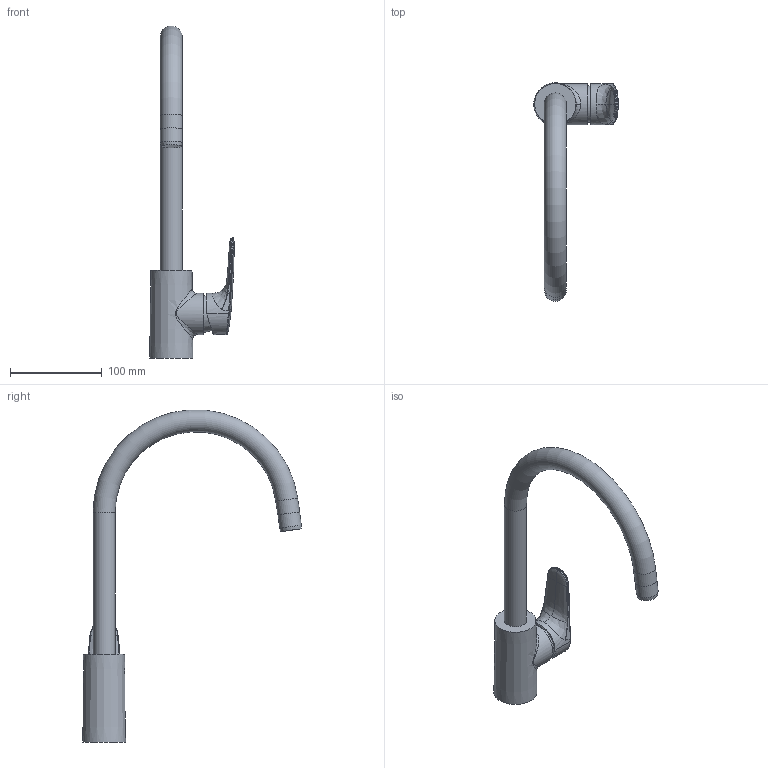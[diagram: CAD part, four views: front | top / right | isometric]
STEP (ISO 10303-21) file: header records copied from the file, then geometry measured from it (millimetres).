
FILE_DESCRIPTION(/* description */ (''),/* implementation_level */ '2;1');
FILE_NAME(/* name */ 'TVK10510111061 simplified.step',/* time_stamp */ '2024-06-07T09:09:07+02:00',/* author */ (''),/* organization */ (''),/* preprocessor_version */ 'ST-DEVELOPER v20',/* originating_system */ 'Autodesk Translation Framework v13.14.0.145',/* authorisation */ '');
FILE_SCHEMA (('AUTOMOTIVE_DESIGN { 1 0 10303 214 3 1 1 }'));
Length unit declared in the file: millimetre
Products named in the file (1): (Nicht gespeichert)
Bounding box: 92.03 x 238.57 x 361.72 mm (x, y, z)
Volume: 459542.1 mm3; surface area: 65067.6 mm2
Topology: 1 solids, 1 shells, 84 faces, 186 edges, 107 vertices
Faces by surface type: bspline 61, cylinder 12, plane 9, torus 1, cone 1
Full cylindrical faces by diameter (mm): 23.8 x1, 24 x2, 45 x1
Entity records: 12148 total; most frequent: CARTESIAN_POINT 10647, ORIENTED_EDGE 368, DIRECTION 193, EDGE_CURVE 184, VERTEX_POINT 107, B_SPLINE_CURVE_WITH_KNOTS 95, EDGE_LOOP 89, FACE_OUTER_BOUND 84
